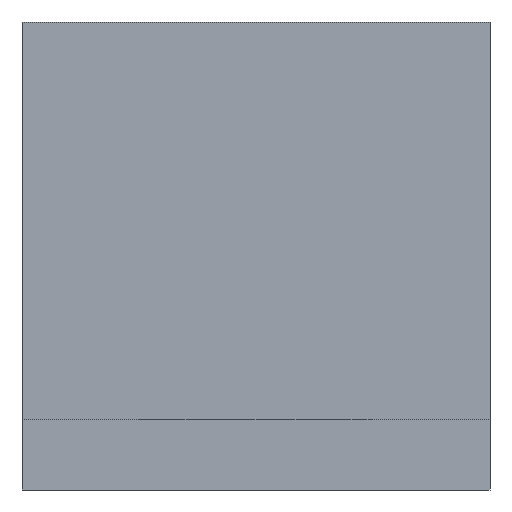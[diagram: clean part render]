
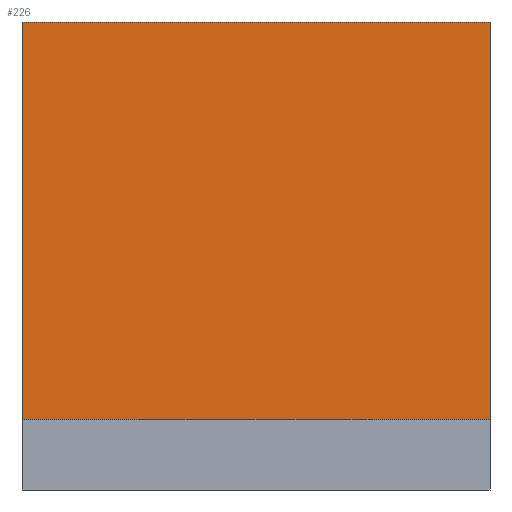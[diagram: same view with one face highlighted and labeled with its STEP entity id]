
A CAD part, front view. The second image highlights one B-rep face of the part: STEP entity #226.
In plain terms, the highlighted planar face has unit normal (0, -1, 0).
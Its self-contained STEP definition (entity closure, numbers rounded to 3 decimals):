
#157=CARTESIAN_POINT('',(-11.565,1097.085,3.));
#158=VERTEX_POINT('',#157);
#167=CARTESIAN_POINT('',(-31.565,1097.085,3.));
#168=VERTEX_POINT('',#167);
#169=CARTESIAN_POINT('',(-31.565,1097.085,3.));
#170=DIRECTION('',(1.0,0.0,0.0));
#171=VECTOR('',#170,20.0);
#172=LINE('',#169,#171);
#173=EDGE_CURVE('',#168,#158,#172,.T.);
#196=CARTESIAN_POINT('',(-31.565,1097.085,20.0));
#197=DIRECTION('',(0.0,1.0,0.0));
#198=DIRECTION('',(0.0,0.0,1.0));
#199=AXIS2_PLACEMENT_3D('',#196,#197,#198);
#200=PLANE('',#199);
#201=CARTESIAN_POINT('',(-11.565,1097.085,20.0));
#202=VERTEX_POINT('',#201);
#203=CARTESIAN_POINT('',(-11.565,1097.085,20.0));
#204=DIRECTION('',(0.0,0.0,-1.0));
#205=VECTOR('',#204,17.);
#206=LINE('',#203,#205);
#207=EDGE_CURVE('',#202,#158,#206,.T.);
#208=ORIENTED_EDGE('',*,*,#207,.F.);
#209=CARTESIAN_POINT('',(-31.565,1097.085,20.0));
#210=VERTEX_POINT('',#209);
#211=CARTESIAN_POINT('',(-31.565,1097.085,20.0));
#212=DIRECTION('',(1.0,0.0,0.0));
#213=VECTOR('',#212,20.0);
#214=LINE('',#211,#213);
#215=EDGE_CURVE('',#210,#202,#214,.T.);
#216=ORIENTED_EDGE('',*,*,#215,.F.);
#217=CARTESIAN_POINT('',(-31.565,1097.085,3.));
#218=DIRECTION('',(0.0,0.0,1.0));
#219=VECTOR('',#218,17.);
#220=LINE('',#217,#219);
#221=EDGE_CURVE('',#168,#210,#220,.T.);
#222=ORIENTED_EDGE('',*,*,#221,.F.);
#223=ORIENTED_EDGE('',*,*,#173,.T.);
#224=EDGE_LOOP('',(#208,#216,#222,#223));
#225=FACE_OUTER_BOUND('',#224,.T.);
#226=ADVANCED_FACE('',(#225),#200,.F.);
